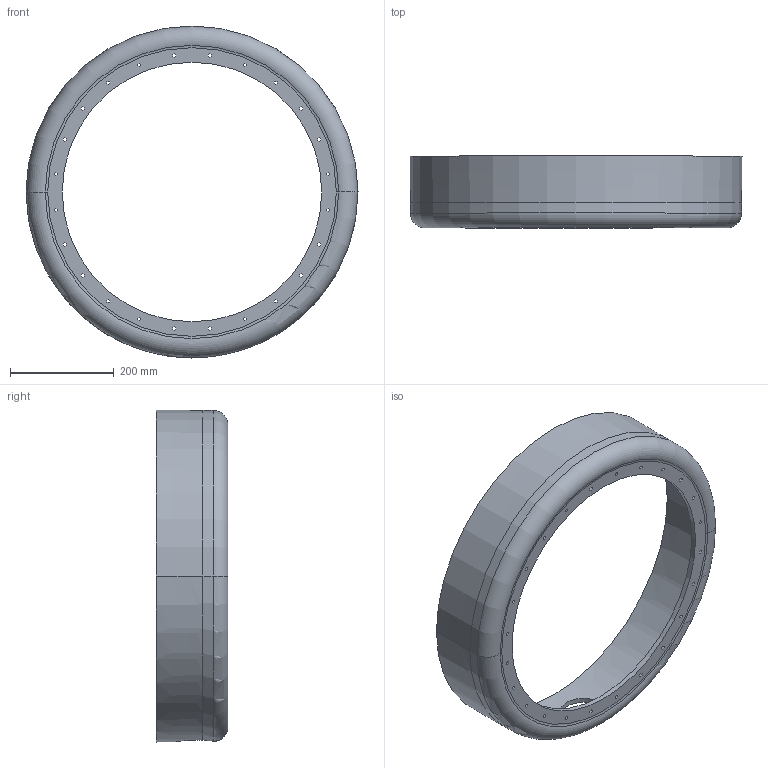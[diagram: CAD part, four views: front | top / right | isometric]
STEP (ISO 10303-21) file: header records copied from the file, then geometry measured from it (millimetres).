
FILE_DESCRIPTION (( 'STEP AP214' ), '1' );
FILE_NAME ('WELDRING20S_252677.STEP', '2012-08-23T12:01:21', ( 'Admin2' ), ( '' ), 'SwSTEP 2.0', 'SolidWorks 2010', '' );
FILE_SCHEMA (( 'AUTOMOTIVE_DESIGN' ));
Length unit declared in the file: millimetre
Products named in the file (1): WELDRING20S_252677
Bounding box: 639.62 x 137.98 x 639.62 mm (x, y, z)
Volume: 3301663.5 mm3; surface area: 752889.8 mm2
Topology: 1 solids, 1 shells, 70 faces, 197 edges, 128 vertices
Faces by surface type: cylinder 52, torus 15, plane 3
Entity records: 3250 total; most frequent: CARTESIAN_POINT 664, DIRECTION 464, ORIENTED_EDGE 394, AXIS2_PLACEMENT_3D 206, EDGE_CURVE 197, CIRCLE 135, VERTEX_POINT 128, EDGE_LOOP 121
